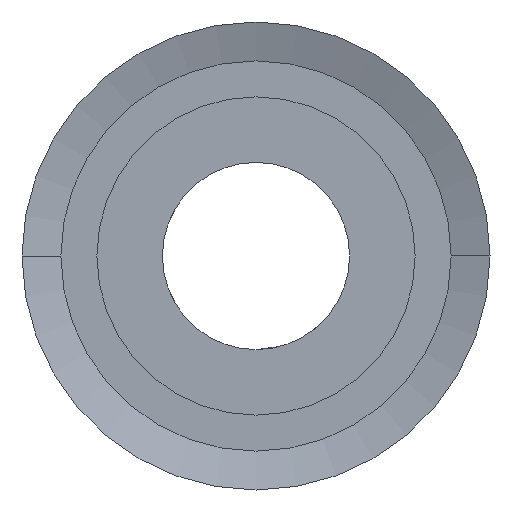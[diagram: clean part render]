
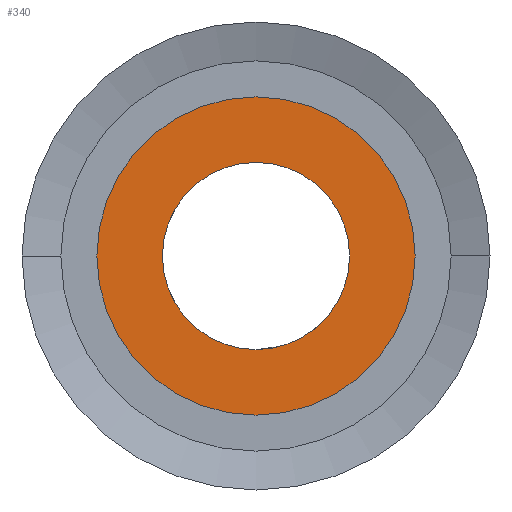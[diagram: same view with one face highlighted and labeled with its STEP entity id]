
A CAD part, left-side view. The second image highlights one B-rep face of the part: STEP entity #340.
In plain terms, the highlighted planar face has unit normal (-1, 0, 0).
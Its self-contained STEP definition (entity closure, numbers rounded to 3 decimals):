
#340 = ADVANCED_FACE( '', ( #730, #731 ), #732, .T. );
#730 = FACE_BOUND( '', #1167, .T. );
#731 = FACE_OUTER_BOUND( '', #1168, .T. );
#732 = PLANE( '', #1169 );
#1167 = EDGE_LOOP( '', ( #2749, #2750 ) );
#1168 = EDGE_LOOP( '', ( #2751, #2752 ) );
#1169 = AXIS2_PLACEMENT_3D( '', #2753, #2754, #2755 );
#2749 = ORIENTED_EDGE( '', *, *, #3206, .T. );
#2750 = ORIENTED_EDGE( '', *, *, #3103, .T. );
#2751 = ORIENTED_EDGE( '', *, *, #3075, .T. );
#2752 = ORIENTED_EDGE( '', *, *, #3564, .T. );
#2753 = CARTESIAN_POINT( '', ( -5.15, 4.25, 0. ) );
#2754 = DIRECTION( '', ( -1., 0., 0. ) );
#2755 = DIRECTION( '', ( 0., 1., 0. ) );
#3075 = EDGE_CURVE( '', #3658, #3662, #3664, .T. );
#3103 = EDGE_CURVE( '', #3714, #3711, #3715, .T. );
#3206 = EDGE_CURVE( '', #3711, #3714, #3890, .T. );
#3564 = EDGE_CURVE( '', #3662, #3658, #4475, .T. );
#3658 = VERTEX_POINT( '', #4623 );
#3662 = VERTEX_POINT( '', #4628 );
#3664 = CIRCLE( '', #4631, 8.5 );
#3711 = VERTEX_POINT( '', #4692 );
#3714 = VERTEX_POINT( '', #4696 );
#3715 = CIRCLE( '', #4697, 5. );
#3890 = CIRCLE( '', #5615, 5. );
#4475 = CIRCLE( '', #6317, 8.5 );
#4623 = CARTESIAN_POINT( '', ( -5.15, 8.5, 0. ) );
#4628 = CARTESIAN_POINT( '', ( -5.15, -8.5, 0. ) );
#4631 = AXIS2_PLACEMENT_3D( '', #6533, #6534, #6535 );
#4692 = CARTESIAN_POINT( '', ( -5.15, 5., 0. ) );
#4696 = CARTESIAN_POINT( '', ( -5.15, -5., 0. ) );
#4697 = AXIS2_PLACEMENT_3D( '', #6587, #6588, #6589 );
#5615 = AXIS2_PLACEMENT_3D( '', #6704, #6705, #6706 );
#6317 = AXIS2_PLACEMENT_3D( '', #7544, #7545, #7546 );
#6533 = CARTESIAN_POINT( '', ( -5.15, 0., 0. ) );
#6534 = DIRECTION( '', ( -1., 0., 0. ) );
#6535 = DIRECTION( '', ( 0., 1., 0. ) );
#6587 = CARTESIAN_POINT( '', ( -5.15, 0., 0. ) );
#6588 = DIRECTION( '', ( 1., 0., 0. ) );
#6589 = DIRECTION( '', ( 0., 1., 0. ) );
#6704 = CARTESIAN_POINT( '', ( -5.15, 0., 0. ) );
#6705 = DIRECTION( '', ( 1., 0., 0. ) );
#6706 = DIRECTION( '', ( 0., 1., 0. ) );
#7544 = CARTESIAN_POINT( '', ( -5.15, 0., 0. ) );
#7545 = DIRECTION( '', ( -1., 0., 0. ) );
#7546 = DIRECTION( '', ( 0., 1., 0. ) );
